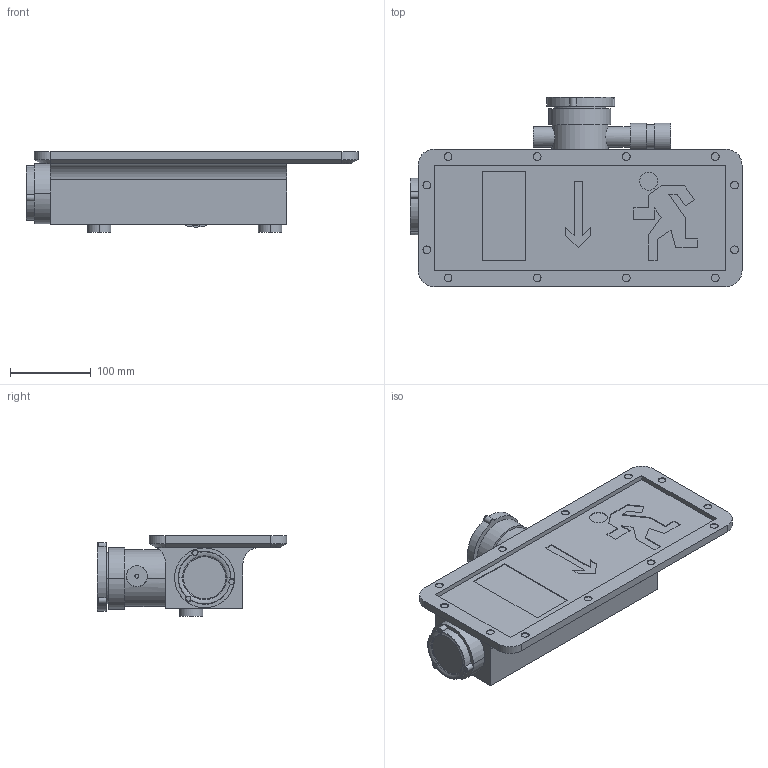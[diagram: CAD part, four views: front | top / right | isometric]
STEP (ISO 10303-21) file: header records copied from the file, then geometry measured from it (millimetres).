
FILE_DESCRIPTION (( 'STEP AP214' ), '1' );
FILE_NAME ('URAN LED Exd-C009.STEP', '2018-07-08T20:00:57', ( '' ), ( '' ), 'SwSTEP 2.0', 'SolidWorks 2013', '' );
FILE_SCHEMA (( 'AUTOMOTIVE_DESIGN' ));
Length unit declared in the file: millimetre
Products named in the file (1): URAN LED Exd-C009
Bounding box: 410 x 234.05 x 100 mm (x, y, z)
Volume: 3385287.4 mm3; surface area: 271000.1 mm2
Topology: 3 solids, 4 shells, 199 faces, 474 edges, 311 vertices
Faces by surface type: plane 98, cylinder 89, cone 8, torus 4
Entity records: 7619 total; most frequent: CARTESIAN_POINT 1437, DIRECTION 1052, ORIENTED_EDGE 948, EDGE_CURVE 474, AXIS2_PLACEMENT_3D 400, VERTEX_POINT 311, VECTOR 252, LINE 252
